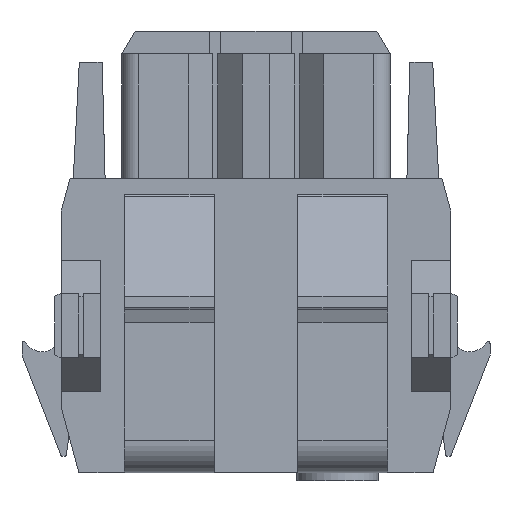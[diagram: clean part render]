
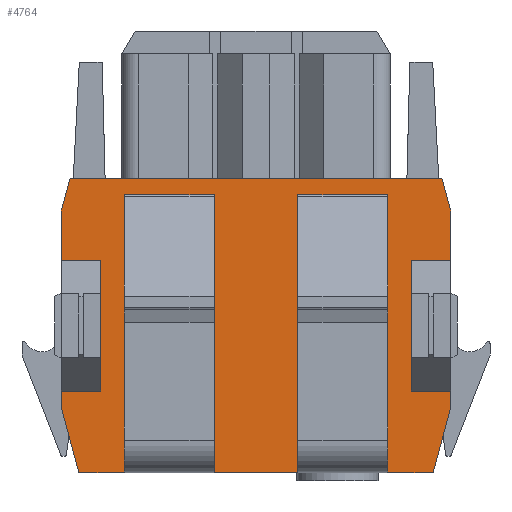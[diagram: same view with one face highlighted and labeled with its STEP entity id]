
A CAD part, front view. The second image highlights one B-rep face of the part: STEP entity #4764.
In plain terms, the highlighted planar face has unit normal (0, -1, 0).
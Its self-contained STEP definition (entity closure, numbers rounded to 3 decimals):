
#4611=AXIS2_PLACEMENT_3D('Plane Axis2P3D',#4608,#4609,#4610) ;
#2827=CARTESIAN_POINT('Vertex',(2.936,5.9,18.5)) ;
#2830=CARTESIAN_POINT('Line Origine',(14.3,5.9,18.5)) ;
#2834=CARTESIAN_POINT('Vertex',(25.664,5.9,18.5)) ;
#3700=CARTESIAN_POINT('Vertex',(25.128,5.9,0.5)) ;
#3705=CARTESIAN_POINT('Line Origine',(23.739,5.9,0.5)) ;
#3709=CARTESIAN_POINT('Vertex',(22.35,5.9,0.5)) ;
#3730=CARTESIAN_POINT('Vertex',(16.85,5.9,0.5)) ;
#3733=CARTESIAN_POINT('Line Origine',(14.3,5.9,0.5)) ;
#3737=CARTESIAN_POINT('Vertex',(11.75,5.9,0.5)) ;
#3758=CARTESIAN_POINT('Vertex',(6.25,5.9,0.5)) ;
#3761=CARTESIAN_POINT('Line Origine',(4.861,5.9,0.5)) ;
#3765=CARTESIAN_POINT('Vertex',(3.472,5.9,0.5)) ;
#4593=CARTESIAN_POINT('Vertex',(2.4,5.9,16.5)) ;
#4596=CARTESIAN_POINT('Line Origine',(2.668,5.9,17.5)) ;
#4608=CARTESIAN_POINT('Axis2P3D Location',(2.4,5.9,0.)) ;
#4613=CARTESIAN_POINT('Line Origine',(26.2,5.9,15.)) ;
#4617=CARTESIAN_POINT('Vertex',(26.2,5.9,13.5)) ;
#4619=CARTESIAN_POINT('Vertex',(26.2,5.9,16.5)) ;
#4622=CARTESIAN_POINT('Line Origine',(25.932,5.9,17.5)) ;
#4627=CARTESIAN_POINT('Line Origine',(2.4,5.9,15.)) ;
#4631=CARTESIAN_POINT('Vertex',(2.4,5.9,13.5)) ;
#4634=CARTESIAN_POINT('Line Origine',(3.6,5.9,13.5)) ;
#4638=CARTESIAN_POINT('Vertex',(4.8,5.9,13.5)) ;
#4641=CARTESIAN_POINT('Line Origine',(4.8,5.9,9.5)) ;
#4645=CARTESIAN_POINT('Vertex',(4.8,5.9,5.5)) ;
#4648=CARTESIAN_POINT('Line Origine',(3.6,5.9,5.5)) ;
#4652=CARTESIAN_POINT('Vertex',(2.4,5.9,5.5)) ;
#4655=CARTESIAN_POINT('Line Origine',(2.4,5.9,5.)) ;
#4659=CARTESIAN_POINT('Vertex',(2.4,5.9,4.5)) ;
#4662=CARTESIAN_POINT('Line Origine',(2.936,5.9,2.5)) ;
#4667=CARTESIAN_POINT('Line Origine',(6.25,5.9,1.4)) ;
#4671=CARTESIAN_POINT('Vertex',(6.25,5.9,2.3)) ;
#4674=CARTESIAN_POINT('Line Origine',(9.,5.9,2.3)) ;
#4678=CARTESIAN_POINT('Vertex',(11.75,5.9,2.3)) ;
#4681=CARTESIAN_POINT('Line Origine',(11.75,5.9,1.4)) ;
#4686=CARTESIAN_POINT('Line Origine',(16.85,5.9,1.4)) ;
#4690=CARTESIAN_POINT('Vertex',(16.85,5.9,2.3)) ;
#4693=CARTESIAN_POINT('Line Origine',(19.6,5.9,2.3)) ;
#4697=CARTESIAN_POINT('Vertex',(22.35,5.9,2.3)) ;
#4700=CARTESIAN_POINT('Line Origine',(22.35,5.9,1.4)) ;
#4705=CARTESIAN_POINT('Line Origine',(25.664,5.9,2.5)) ;
#4709=CARTESIAN_POINT('Vertex',(26.2,5.9,4.5)) ;
#4712=CARTESIAN_POINT('Line Origine',(26.2,5.9,5.)) ;
#4716=CARTESIAN_POINT('Vertex',(26.2,5.9,5.5)) ;
#4719=CARTESIAN_POINT('Line Origine',(25.,5.9,5.5)) ;
#4723=CARTESIAN_POINT('Vertex',(23.8,5.9,5.5)) ;
#4726=CARTESIAN_POINT('Line Origine',(23.8,5.9,9.5)) ;
#4730=CARTESIAN_POINT('Vertex',(23.8,5.9,13.5)) ;
#4733=CARTESIAN_POINT('Line Origine',(25.,5.9,13.5)) ;
#2831=DIRECTION('Vector Direction',(1.,0.,0.)) ;
#3706=DIRECTION('Vector Direction',(1.,0.,0.)) ;
#3734=DIRECTION('Vector Direction',(1.,0.,0.)) ;
#3762=DIRECTION('Vector Direction',(1.,0.,0.)) ;
#4597=DIRECTION('Vector Direction',(-0.259,0.,-0.966)) ;
#4609=DIRECTION('Axis2P3D Direction',(0.,-1.,0.)) ;
#4610=DIRECTION('Axis2P3D XDirection',(1.,0.,0.)) ;
#4614=DIRECTION('Vector Direction',(0.,0.,1.)) ;
#4623=DIRECTION('Vector Direction',(0.259,0.,-0.966)) ;
#4628=DIRECTION('Vector Direction',(0.,0.,1.)) ;
#4635=DIRECTION('Vector Direction',(1.,0.,0.)) ;
#4642=DIRECTION('Vector Direction',(0.,0.,1.)) ;
#4649=DIRECTION('Vector Direction',(1.,0.,0.)) ;
#4656=DIRECTION('Vector Direction',(0.,0.,1.)) ;
#4663=DIRECTION('Vector Direction',(0.259,0.,-0.966)) ;
#4668=DIRECTION('Vector Direction',(0.,0.,1.)) ;
#4675=DIRECTION('Vector Direction',(1.,0.,0.)) ;
#4682=DIRECTION('Vector Direction',(0.,0.,1.)) ;
#4687=DIRECTION('Vector Direction',(0.,0.,1.)) ;
#4694=DIRECTION('Vector Direction',(1.,0.,0.)) ;
#4701=DIRECTION('Vector Direction',(0.,0.,1.)) ;
#4706=DIRECTION('Vector Direction',(-0.259,0.,-0.966)) ;
#4713=DIRECTION('Vector Direction',(0.,0.,1.)) ;
#4720=DIRECTION('Vector Direction',(1.,0.,0.)) ;
#4727=DIRECTION('Vector Direction',(0.,0.,1.)) ;
#4734=DIRECTION('Vector Direction',(1.,0.,0.)) ;
#2832=VECTOR('Line Direction',#2831,1.) ;
#3707=VECTOR('Line Direction',#3706,1.) ;
#3735=VECTOR('Line Direction',#3734,1.) ;
#3763=VECTOR('Line Direction',#3762,1.) ;
#4598=VECTOR('Line Direction',#4597,1.) ;
#4615=VECTOR('Line Direction',#4614,1.) ;
#4624=VECTOR('Line Direction',#4623,1.) ;
#4629=VECTOR('Line Direction',#4628,1.) ;
#4636=VECTOR('Line Direction',#4635,1.) ;
#4643=VECTOR('Line Direction',#4642,1.) ;
#4650=VECTOR('Line Direction',#4649,1.) ;
#4657=VECTOR('Line Direction',#4656,1.) ;
#4664=VECTOR('Line Direction',#4663,1.) ;
#4669=VECTOR('Line Direction',#4668,1.) ;
#4676=VECTOR('Line Direction',#4675,1.) ;
#4683=VECTOR('Line Direction',#4682,1.) ;
#4688=VECTOR('Line Direction',#4687,1.) ;
#4695=VECTOR('Line Direction',#4694,1.) ;
#4702=VECTOR('Line Direction',#4701,1.) ;
#4707=VECTOR('Line Direction',#4706,1.) ;
#4714=VECTOR('Line Direction',#4713,1.) ;
#4721=VECTOR('Line Direction',#4720,1.) ;
#4728=VECTOR('Line Direction',#4727,1.) ;
#4735=VECTOR('Line Direction',#4734,1.) ;
#4739=ORIENTED_EDGE('',*,*,#4621,.T.) ;
#4740=ORIENTED_EDGE('',*,*,#4626,.F.) ;
#4741=ORIENTED_EDGE('',*,*,#2836,.T.) ;
#4742=ORIENTED_EDGE('',*,*,#4600,.F.) ;
#4743=ORIENTED_EDGE('',*,*,#4633,.F.) ;
#4744=ORIENTED_EDGE('',*,*,#4640,.T.) ;
#4745=ORIENTED_EDGE('',*,*,#4647,.T.) ;
#4746=ORIENTED_EDGE('',*,*,#4654,.F.) ;
#4747=ORIENTED_EDGE('',*,*,#4661,.F.) ;
#4748=ORIENTED_EDGE('',*,*,#4666,.F.) ;
#4749=ORIENTED_EDGE('',*,*,#3767,.T.) ;
#4750=ORIENTED_EDGE('',*,*,#4673,.F.) ;
#4751=ORIENTED_EDGE('',*,*,#4680,.T.) ;
#4752=ORIENTED_EDGE('',*,*,#4685,.T.) ;
#4753=ORIENTED_EDGE('',*,*,#3739,.T.) ;
#4754=ORIENTED_EDGE('',*,*,#4692,.F.) ;
#4755=ORIENTED_EDGE('',*,*,#4699,.F.) ;
#4756=ORIENTED_EDGE('',*,*,#4704,.T.) ;
#4757=ORIENTED_EDGE('',*,*,#3711,.T.) ;
#4758=ORIENTED_EDGE('',*,*,#4711,.F.) ;
#4759=ORIENTED_EDGE('',*,*,#4718,.T.) ;
#4760=ORIENTED_EDGE('',*,*,#4725,.T.) ;
#4761=ORIENTED_EDGE('',*,*,#4732,.F.) ;
#4762=ORIENTED_EDGE('',*,*,#4737,.F.) ;
#4764=ADVANCED_FACE('Hauptkoerper',(#4763),#4612,.T.) ;
#2836=EDGE_CURVE('',#2835,#2828,#2833,.F.) ;
#3711=EDGE_CURVE('',#3710,#3701,#3708,.T.) ;
#3739=EDGE_CURVE('',#3738,#3731,#3736,.T.) ;
#3767=EDGE_CURVE('',#3766,#3759,#3764,.T.) ;
#4600=EDGE_CURVE('',#4594,#2828,#4599,.F.) ;
#4621=EDGE_CURVE('',#4618,#4620,#4616,.T.) ;
#4626=EDGE_CURVE('',#2835,#4620,#4625,.T.) ;
#4633=EDGE_CURVE('',#4632,#4594,#4630,.T.) ;
#4640=EDGE_CURVE('',#4632,#4639,#4637,.T.) ;
#4647=EDGE_CURVE('',#4639,#4646,#4644,.F.) ;
#4654=EDGE_CURVE('',#4653,#4646,#4651,.T.) ;
#4661=EDGE_CURVE('',#4660,#4653,#4658,.T.) ;
#4666=EDGE_CURVE('',#3766,#4660,#4665,.F.) ;
#4673=EDGE_CURVE('',#4672,#3759,#4670,.F.) ;
#4680=EDGE_CURVE('',#4672,#4679,#4677,.T.) ;
#4685=EDGE_CURVE('',#4679,#3738,#4684,.F.) ;
#4692=EDGE_CURVE('',#4691,#3731,#4689,.F.) ;
#4699=EDGE_CURVE('',#4698,#4691,#4696,.F.) ;
#4704=EDGE_CURVE('',#4698,#3710,#4703,.F.) ;
#4711=EDGE_CURVE('',#4710,#3701,#4708,.T.) ;
#4718=EDGE_CURVE('',#4710,#4717,#4715,.T.) ;
#4725=EDGE_CURVE('',#4717,#4724,#4722,.F.) ;
#4732=EDGE_CURVE('',#4731,#4724,#4729,.F.) ;
#4737=EDGE_CURVE('',#4618,#4731,#4736,.F.) ;
#4738=EDGE_LOOP('',(#4739,#4740,#4741,#4742,#4743,#4744,#4745,#4746,#4747,#4748,#4749,#4750,#4751,#4752,#4753,#4754,#4755,#4756,#4757,#4758,#4759,#4760,#4761,#4762)) ;
#4763=FACE_OUTER_BOUND('',#4738,.T.) ;
#2833=LINE('Line',#2830,#2832) ;
#3708=LINE('Line',#3705,#3707) ;
#3736=LINE('Line',#3733,#3735) ;
#3764=LINE('Line',#3761,#3763) ;
#4599=LINE('Line',#4596,#4598) ;
#4616=LINE('Line',#4613,#4615) ;
#4625=LINE('Line',#4622,#4624) ;
#4630=LINE('Line',#4627,#4629) ;
#4637=LINE('Line',#4634,#4636) ;
#4644=LINE('Line',#4641,#4643) ;
#4651=LINE('Line',#4648,#4650) ;
#4658=LINE('Line',#4655,#4657) ;
#4665=LINE('Line',#4662,#4664) ;
#4670=LINE('Line',#4667,#4669) ;
#4677=LINE('Line',#4674,#4676) ;
#4684=LINE('Line',#4681,#4683) ;
#4689=LINE('Line',#4686,#4688) ;
#4696=LINE('Line',#4693,#4695) ;
#4703=LINE('Line',#4700,#4702) ;
#4708=LINE('Line',#4705,#4707) ;
#4715=LINE('Line',#4712,#4714) ;
#4722=LINE('Line',#4719,#4721) ;
#4729=LINE('Line',#4726,#4728) ;
#4736=LINE('Line',#4733,#4735) ;
#4612=PLANE('',#4611) ;
#2828=VERTEX_POINT('',#2827) ;
#2835=VERTEX_POINT('',#2834) ;
#3701=VERTEX_POINT('',#3700) ;
#3710=VERTEX_POINT('',#3709) ;
#3731=VERTEX_POINT('',#3730) ;
#3738=VERTEX_POINT('',#3737) ;
#3759=VERTEX_POINT('',#3758) ;
#3766=VERTEX_POINT('',#3765) ;
#4594=VERTEX_POINT('',#4593) ;
#4618=VERTEX_POINT('',#4617) ;
#4620=VERTEX_POINT('',#4619) ;
#4632=VERTEX_POINT('',#4631) ;
#4639=VERTEX_POINT('',#4638) ;
#4646=VERTEX_POINT('',#4645) ;
#4653=VERTEX_POINT('',#4652) ;
#4660=VERTEX_POINT('',#4659) ;
#4672=VERTEX_POINT('',#4671) ;
#4679=VERTEX_POINT('',#4678) ;
#4691=VERTEX_POINT('',#4690) ;
#4698=VERTEX_POINT('',#4697) ;
#4710=VERTEX_POINT('',#4709) ;
#4717=VERTEX_POINT('',#4716) ;
#4724=VERTEX_POINT('',#4723) ;
#4731=VERTEX_POINT('',#4730) ;
